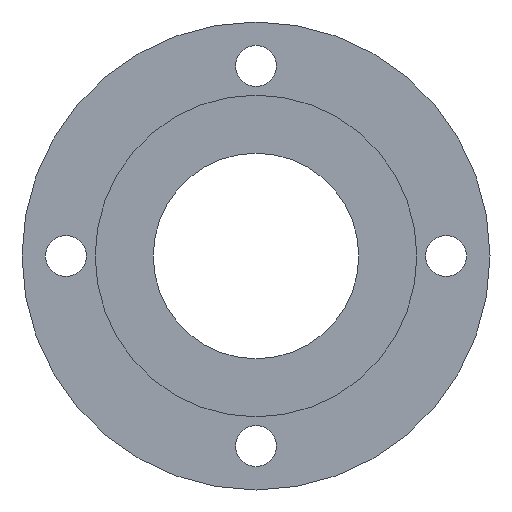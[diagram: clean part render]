
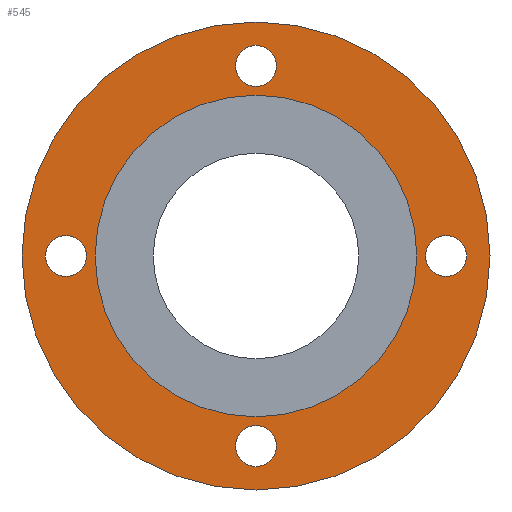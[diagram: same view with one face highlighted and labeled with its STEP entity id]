
A CAD part, front view. The second image highlights one B-rep face of the part: STEP entity #545.
In plain terms, the highlighted planar face has unit normal (0, -1, 0).
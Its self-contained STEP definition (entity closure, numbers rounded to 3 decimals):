
#2 = CARTESIAN_POINT ( 'NONE',  ( 0., 3., 65. ) ) ;
#6 = EDGE_CURVE ( 'NONE', #419, #94, #377, .T. ) ;
#7 = CIRCLE ( 'NONE', #86, 80. ) ;
#11 = VERTEX_POINT ( 'NONE', #171 ) ;
#12 = AXIS2_PLACEMENT_3D ( 'NONE', #366, #619, #249 ) ;
#19 = VERTEX_POINT ( 'NONE', #494 ) ;
#20 = CIRCLE ( 'NONE', #365, 7. ) ;
#32 = CARTESIAN_POINT ( 'NONE',  ( 0., 3., 0. ) ) ;
#33 = VERTEX_POINT ( 'NONE', #743 ) ;
#59 = FACE_BOUND ( 'NONE', #394, .T. ) ;
#63 = FACE_BOUND ( 'NONE', #472, .T. ) ;
#67 = DIRECTION ( 'NONE',  ( 0., -1., 0. ) ) ;
#75 = CARTESIAN_POINT ( 'NONE',  ( 65., 3., 0. ) ) ;
#80 = CIRCLE ( 'NONE', #160, 7. ) ;
#81 = DIRECTION ( 'NONE',  ( 0., -1., 0. ) ) ;
#86 = AXIS2_PLACEMENT_3D ( 'NONE', #238, #283, #290 ) ;
#88 = EDGE_LOOP ( 'NONE', ( #800, #734 ) ) ;
#91 = DIRECTION ( 'NONE',  ( 0., -1., 0. ) ) ;
#94 = VERTEX_POINT ( 'NONE', #684 ) ;
#101 = DIRECTION ( 'NONE',  ( 0., 1., 0. ) ) ;
#119 = FACE_BOUND ( 'NONE', #88, .T. ) ;
#125 = DIRECTION ( 'NONE',  ( 0., 0., -1. ) ) ;
#128 = ORIENTED_EDGE ( 'NONE', *, *, #694, .F. ) ;
#148 = ORIENTED_EDGE ( 'NONE', *, *, #205, .F. ) ;
#160 = AXIS2_PLACEMENT_3D ( 'NONE', #396, #649, #765 ) ;
#163 = VERTEX_POINT ( 'NONE', #199 ) ;
#170 = DIRECTION ( 'NONE',  ( 0., -1., 0. ) ) ;
#171 = CARTESIAN_POINT ( 'NONE',  ( 0., 3., 58. ) ) ;
#173 = VERTEX_POINT ( 'NONE', #447 ) ;
#174 = CARTESIAN_POINT ( 'NONE',  ( -65., 3., 7. ) ) ;
#185 = FACE_OUTER_BOUND ( 'NONE', #275, .T. ) ;
#199 = CARTESIAN_POINT ( 'NONE',  ( 65., 3., 7. ) ) ;
#200 = CIRCLE ( 'NONE', #681, 7. ) ;
#204 = ORIENTED_EDGE ( 'NONE', *, *, #354, .F. ) ;
#205 = EDGE_CURVE ( 'NONE', #703, #387, #575, .T. ) ;
#211 = DIRECTION ( 'NONE',  ( 0., 0., -1. ) ) ;
#216 = ORIENTED_EDGE ( 'NONE', *, *, #600, .F. ) ;
#233 = DIRECTION ( 'NONE',  ( 0., 0., -1. ) ) ;
#235 = CIRCLE ( 'NONE', #689, 55. ) ;
#238 = CARTESIAN_POINT ( 'NONE',  ( 0., 3., 0. ) ) ;
#240 = ORIENTED_EDGE ( 'NONE', *, *, #637, .F. ) ;
#249 = DIRECTION ( 'NONE',  ( 0., 0., -1. ) ) ;
#259 = CIRCLE ( 'NONE', #791, 7. ) ;
#275 = EDGE_LOOP ( 'NONE', ( #579, #204 ) ) ;
#281 = CARTESIAN_POINT ( 'NONE',  ( 0., 3., -65. ) ) ;
#283 = DIRECTION ( 'NONE',  ( 0., 1., 0. ) ) ;
#290 = DIRECTION ( 'NONE',  ( 0., 0., 1. ) ) ;
#315 = EDGE_CURVE ( 'NONE', #33, #163, #465, .T. ) ;
#320 = AXIS2_PLACEMENT_3D ( 'NONE', #32, #473, #793 ) ;
#330 = DIRECTION ( 'NONE',  ( 0., 0., -1. ) ) ;
#336 = CIRCLE ( 'NONE', #504, 55. ) ;
#346 = ORIENTED_EDGE ( 'NONE', *, *, #437, .T. ) ;
#354 = EDGE_CURVE ( 'NONE', #173, #599, #502, .T. ) ;
#365 = AXIS2_PLACEMENT_3D ( 'NONE', #2, #551, #801 ) ;
#366 = CARTESIAN_POINT ( 'NONE',  ( 0., 3., -65. ) ) ;
#370 = EDGE_CURVE ( 'NONE', #11, #443, #259, .T. ) ;
#376 = EDGE_CURVE ( 'NONE', #599, #173, #7, .T. ) ;
#377 = CIRCLE ( 'NONE', #730, 7. ) ;
#387 = VERTEX_POINT ( 'NONE', #779 ) ;
#394 = EDGE_LOOP ( 'NONE', ( #240, #148 ) ) ;
#396 = CARTESIAN_POINT ( 'NONE',  ( -65., 3., 0. ) ) ;
#399 = AXIS2_PLACEMENT_3D ( 'NONE', #616, #67, #125 ) ;
#414 = DIRECTION ( 'NONE',  ( 0., 0., 1. ) ) ;
#419 = VERTEX_POINT ( 'NONE', #174 ) ;
#421 = DIRECTION ( 'NONE',  ( 0., 0., 1. ) ) ;
#436 = AXIS2_PLACEMENT_3D ( 'NONE', #281, #772, #211 ) ;
#437 = EDGE_CURVE ( 'NONE', #528, #19, #235, .T. ) ;
#443 = VERTEX_POINT ( 'NONE', #787 ) ;
#445 = CIRCLE ( 'NONE', #12, 7. ) ;
#447 = CARTESIAN_POINT ( 'NONE',  ( 0., 3., -80. ) ) ;
#458 = ORIENTED_EDGE ( 'NONE', *, *, #495, .T. ) ;
#465 = CIRCLE ( 'NONE', #687, 7. ) ;
#472 = EDGE_LOOP ( 'NONE', ( #574, #128 ) ) ;
#473 = DIRECTION ( 'NONE',  ( 0., 1., 0. ) ) ;
#478 = DIRECTION ( 'NONE',  ( 0., 0., -1. ) ) ;
#484 = EDGE_LOOP ( 'NONE', ( #639, #216 ) ) ;
#488 = EDGE_LOOP ( 'NONE', ( #458, #346 ) ) ;
#494 = CARTESIAN_POINT ( 'NONE',  ( 0., 3., 55. ) ) ;
#495 = EDGE_CURVE ( 'NONE', #19, #528, #336, .T. ) ;
#502 = CIRCLE ( 'NONE', #320, 80. ) ;
#504 = AXIS2_PLACEMENT_3D ( 'NONE', #784, #724, #414 ) ;
#528 = VERTEX_POINT ( 'NONE', #556 ) ;
#539 = CARTESIAN_POINT ( 'NONE',  ( -65., 3., 0. ) ) ;
#545 = ADVANCED_FACE ( 'NONE', ( #63, #675, #119, #59, #806, #185 ), #686, .T. ) ;
#551 = DIRECTION ( 'NONE',  ( 0., -1., 0. ) ) ;
#556 = CARTESIAN_POINT ( 'NONE',  ( 0., 3., -55. ) ) ;
#559 = CARTESIAN_POINT ( 'NONE',  ( 0., 3., 80. ) ) ;
#574 = ORIENTED_EDGE ( 'NONE', *, *, #315, .F. ) ;
#575 = CIRCLE ( 'NONE', #436, 7. ) ;
#579 = ORIENTED_EDGE ( 'NONE', *, *, #376, .F. ) ;
#581 = CARTESIAN_POINT ( 'NONE',  ( 65., 3., 0. ) ) ;
#599 = VERTEX_POINT ( 'NONE', #559 ) ;
#600 = EDGE_CURVE ( 'NONE', #443, #11, #20, .T. ) ;
#602 = CARTESIAN_POINT ( 'NONE',  ( 0., 3., 65. ) ) ;
#616 = CARTESIAN_POINT ( 'NONE',  ( 0., 3., 55. ) ) ;
#619 = DIRECTION ( 'NONE',  ( 0., -1., 0. ) ) ;
#637 = EDGE_CURVE ( 'NONE', #387, #703, #445, .T. ) ;
#639 = ORIENTED_EDGE ( 'NONE', *, *, #370, .F. ) ;
#640 = CARTESIAN_POINT ( 'NONE',  ( 0., 3., -58. ) ) ;
#649 = DIRECTION ( 'NONE',  ( 0., -1., 0. ) ) ;
#675 = FACE_BOUND ( 'NONE', #484, .T. ) ;
#681 = AXIS2_PLACEMENT_3D ( 'NONE', #581, #91, #768 ) ;
#684 = CARTESIAN_POINT ( 'NONE',  ( -65., 3., -7. ) ) ;
#686 = PLANE ( 'NONE',  #399 ) ;
#687 = AXIS2_PLACEMENT_3D ( 'NONE', #75, #81, #330 ) ;
#689 = AXIS2_PLACEMENT_3D ( 'NONE', #727, #101, #421 ) ;
#694 = EDGE_CURVE ( 'NONE', #163, #33, #200, .T. ) ;
#700 = EDGE_CURVE ( 'NONE', #94, #419, #80, .T. ) ;
#703 = VERTEX_POINT ( 'NONE', #640 ) ;
#724 = DIRECTION ( 'NONE',  ( 0., 1., 0. ) ) ;
#727 = CARTESIAN_POINT ( 'NONE',  ( 0., 3., 0. ) ) ;
#730 = AXIS2_PLACEMENT_3D ( 'NONE', #539, #788, #478 ) ;
#734 = ORIENTED_EDGE ( 'NONE', *, *, #6, .F. ) ;
#743 = CARTESIAN_POINT ( 'NONE',  ( 65., 3., -7. ) ) ;
#765 = DIRECTION ( 'NONE',  ( 0., 0., -1. ) ) ;
#768 = DIRECTION ( 'NONE',  ( 0., 0., -1. ) ) ;
#772 = DIRECTION ( 'NONE',  ( 0., -1., 0. ) ) ;
#779 = CARTESIAN_POINT ( 'NONE',  ( 0., 3., -72. ) ) ;
#784 = CARTESIAN_POINT ( 'NONE',  ( 0., 3., 0. ) ) ;
#787 = CARTESIAN_POINT ( 'NONE',  ( 0., 3., 72. ) ) ;
#788 = DIRECTION ( 'NONE',  ( 0., -1., 0. ) ) ;
#791 = AXIS2_PLACEMENT_3D ( 'NONE', #602, #170, #233 ) ;
#793 = DIRECTION ( 'NONE',  ( 0., 0., 1. ) ) ;
#800 = ORIENTED_EDGE ( 'NONE', *, *, #700, .F. ) ;
#801 = DIRECTION ( 'NONE',  ( 0., 0., -1. ) ) ;
#806 = FACE_BOUND ( 'NONE', #488, .T. ) ;
